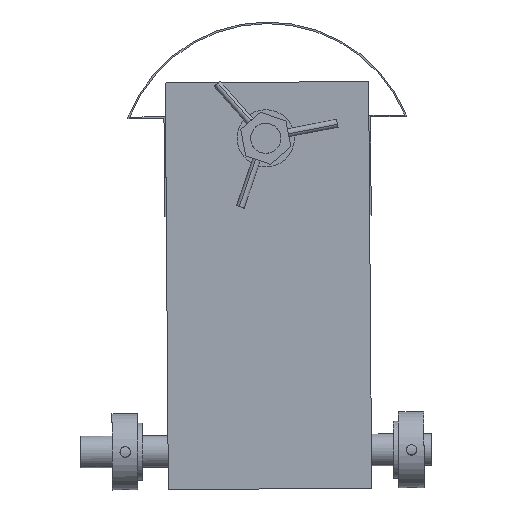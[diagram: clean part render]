
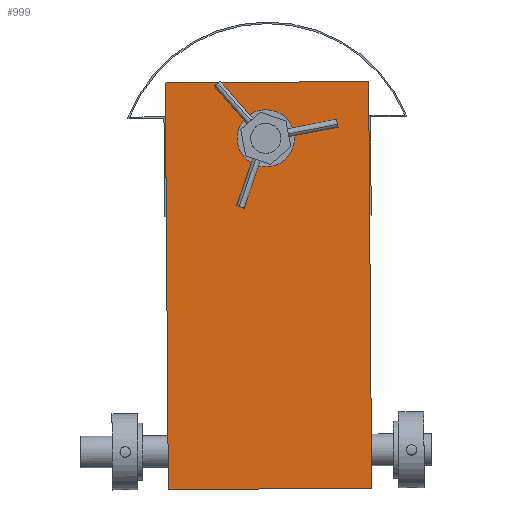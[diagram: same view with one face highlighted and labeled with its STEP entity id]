
A CAD part, front view. The second image highlights one B-rep face of the part: STEP entity #999.
In plain terms, the highlighted planar face has unit normal (0, -1, 0).
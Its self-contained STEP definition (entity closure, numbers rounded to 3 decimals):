
#2 = EDGE_CURVE ( 'NONE', #1424, #1419, #472, .T. ) ;
#3 = EDGE_CURVE ( 'NONE', #1412, #1414, #475, .T. ) ;
#133 = EDGE_CURVE ( 'NONE', #1430, #1424, #1554, .T. ) ;
#159 = EDGE_CURVE ( 'NONE', #1419, #1434, #1584, .T. ) ;
#160 = EDGE_CURVE ( 'NONE', #1414, #1412, #1597, .T. ) ;
#396 = EDGE_LOOP ( 'NONE', ( #2105, #2106, #2107, #2108 ) ) ;
#413 = EDGE_LOOP ( 'NONE', ( #2103, #2104 ) ) ;
#471 = VECTOR ( 'NONE', #1374, 1000. ) ;
#472 = LINE ( 'NONE', #1531, #471 ) ;
#475 = CIRCLE ( 'NONE', #689, 15. ) ;
#681 = EDGE_CURVE ( 'NONE', #1434, #1430, #1673, .T. ) ;
#689 = AXIS2_PLACEMENT_3D ( 'NONE', #1373, #1372, #1371 ) ;
#742 = AXIS2_PLACEMENT_3D ( 'NONE', #2789, #2791, #2792 ) ;
#832 = AXIS2_PLACEMENT_3D ( 'NONE', #3332, #3338, #3339 ) ;
#999 = ADVANCED_FACE ( 'NONE', ( #1792, #1791 ), #3324, .T. ) ;
#1371 = DIRECTION ( 'NONE',  ( 0., 0., 1. ) ) ;
#1372 = DIRECTION ( 'NONE',  ( 0., 1., 0. ) ) ;
#1373 = CARTESIAN_POINT ( 'NONE',  ( 100., 0., -56. ) ) ;
#1374 = DIRECTION ( 'NONE',  ( 0., 0., -1. ) ) ;
#1412 = VERTEX_POINT ( 'NONE', #2221 ) ;
#1414 = VERTEX_POINT ( 'NONE', #2223 ) ;
#1419 = VERTEX_POINT ( 'NONE', #2228 ) ;
#1424 = VERTEX_POINT ( 'NONE', #2233 ) ;
#1430 = VERTEX_POINT ( 'NONE', #2239 ) ;
#1434 = VERTEX_POINT ( 'NONE', #2243 ) ;
#1531 = CARTESIAN_POINT ( 'NONE',  ( 203.2, 0., 0. ) ) ;
#1554 = LINE ( 'NONE', #4123, #1563 ) ;
#1563 = VECTOR ( 'NONE', #4124, 1000. ) ;
#1584 = LINE ( 'NONE', #2787, #1587 ) ;
#1587 = VECTOR ( 'NONE', #2788, 1000. ) ;
#1597 = CIRCLE ( 'NONE', #742, 15. ) ;
#1673 = LINE ( 'NONE', #3083, #1679 ) ;
#1679 = VECTOR ( 'NONE', #3084, 1000. ) ;
#1791 = FACE_OUTER_BOUND ( 'NONE', #396, .T. ) ;
#1792 = FACE_BOUND ( 'NONE', #413, .T. ) ;
#2103 = ORIENTED_EDGE ( 'NONE', *, *, #160, .T. ) ;
#2104 = ORIENTED_EDGE ( 'NONE', *, *, #3, .T. ) ;
#2105 = ORIENTED_EDGE ( 'NONE', *, *, #681, .F. ) ;
#2106 = ORIENTED_EDGE ( 'NONE', *, *, #159, .F. ) ;
#2107 = ORIENTED_EDGE ( 'NONE', *, *, #2, .F. ) ;
#2108 = ORIENTED_EDGE ( 'NONE', *, *, #133, .F. ) ;
#2221 = CARTESIAN_POINT ( 'NONE',  ( 100., 0., -71. ) ) ;
#2223 = CARTESIAN_POINT ( 'NONE',  ( 100., 0., -41. ) ) ;
#2228 = CARTESIAN_POINT ( 'NONE',  ( 203.2, 0., -406.4 ) ) ;
#2233 = CARTESIAN_POINT ( 'NONE',  ( 203.2, 0., 0. ) ) ;
#2239 = CARTESIAN_POINT ( 'NONE',  ( 0., 0., 0. ) ) ;
#2243 = CARTESIAN_POINT ( 'NONE',  ( 0., 0., -406.4 ) ) ;
#2787 = CARTESIAN_POINT ( 'NONE',  ( 0., 0., -406.4 ) ) ;
#2788 = DIRECTION ( 'NONE',  ( -1., 0., 0. ) ) ;
#2789 = CARTESIAN_POINT ( 'NONE',  ( 100., 0., -56. ) ) ;
#2791 = DIRECTION ( 'NONE',  ( 0., 1., 0. ) ) ;
#2792 = DIRECTION ( 'NONE',  ( 0., 0., 1. ) ) ;
#3083 = CARTESIAN_POINT ( 'NONE',  ( 0., 0., 0. ) ) ;
#3084 = DIRECTION ( 'NONE',  ( 0., 0., 1. ) ) ;
#3324 = PLANE ( 'NONE',  #832 ) ;
#3332 = CARTESIAN_POINT ( 'NONE',  ( 0., 0., -406.4 ) ) ;
#3338 = DIRECTION ( 'NONE',  ( 0., -1., 0. ) ) ;
#3339 = DIRECTION ( 'NONE',  ( 0., 0., -1. ) ) ;
#4123 = CARTESIAN_POINT ( 'NONE',  ( 0., 0., 0. ) ) ;
#4124 = DIRECTION ( 'NONE',  ( 1., 0., 0. ) ) ;
